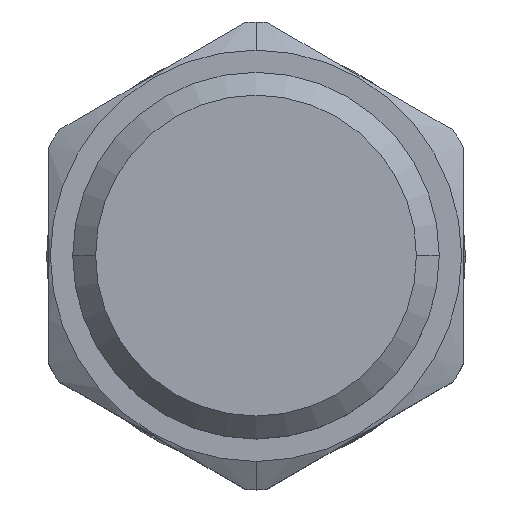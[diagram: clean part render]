
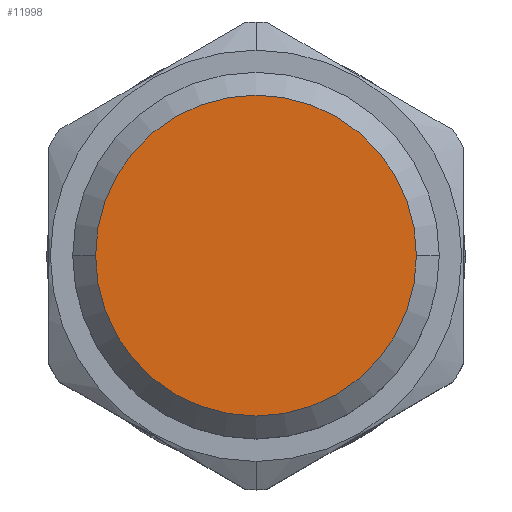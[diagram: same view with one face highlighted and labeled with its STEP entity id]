
A CAD part, top view. The second image highlights one B-rep face of the part: STEP entity #11998.
In plain terms, the highlighted planar face has unit normal (0, 0, 1).
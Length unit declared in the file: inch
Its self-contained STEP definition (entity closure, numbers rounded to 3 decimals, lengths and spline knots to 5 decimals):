
#4667=CARTESIAN_POINT('',(0.,0.,5.939));
#4668=DIRECTION('',(0.,0.,1.));
#4669=DIRECTION('',(-1.,0.,0.));
#4670=AXIS2_PLACEMENT_3D('',#4667,#4668,#4669);
#4685=CARTESIAN_POINT('',(0.,0.,5.939));
#4686=DIRECTION('',(0.,0.,-1.));
#4687=DIRECTION('',(-1.,0.,0.));
#4688=AXIS2_PLACEMENT_3D('',#4685,#4686,#4687);
#7557=CARTESIAN_POINT('',(-0.435,0.,5.939));
#7558=CARTESIAN_POINT('',(0.435,0.,5.939));
#7559=VERTEX_POINT('',#7557);
#7560=VERTEX_POINT('',#7558);
#11988=CARTESIAN_POINT('',(0.,0.,5.939));
#11989=DIRECTION('',(0.,0.,-1.));
#11990=DIRECTION('',(1.,0.,0.));
#11991=AXIS2_PLACEMENT_3D('',#11988,#11989,#11990);
#11992=PLANE('',#11991);
#11993=ORIENTED_EDGE('',*,*,#11978,.F.);
#11995=ORIENTED_EDGE('',*,*,#11994,.T.);
#11996=EDGE_LOOP('',(#11993,#11995));
#11997=FACE_OUTER_BOUND('',#11996,.F.);
#11998=ADVANCED_FACE('',(#11997),#11992,.F.);
#4671=CIRCLE('',#4670,0.435);
#4689=CIRCLE('',#4688,0.435);
#11978=EDGE_CURVE('',#7559,#7560,#4671,.T.);
#11994=EDGE_CURVE('',#7559,#7560,#4689,.T.);
